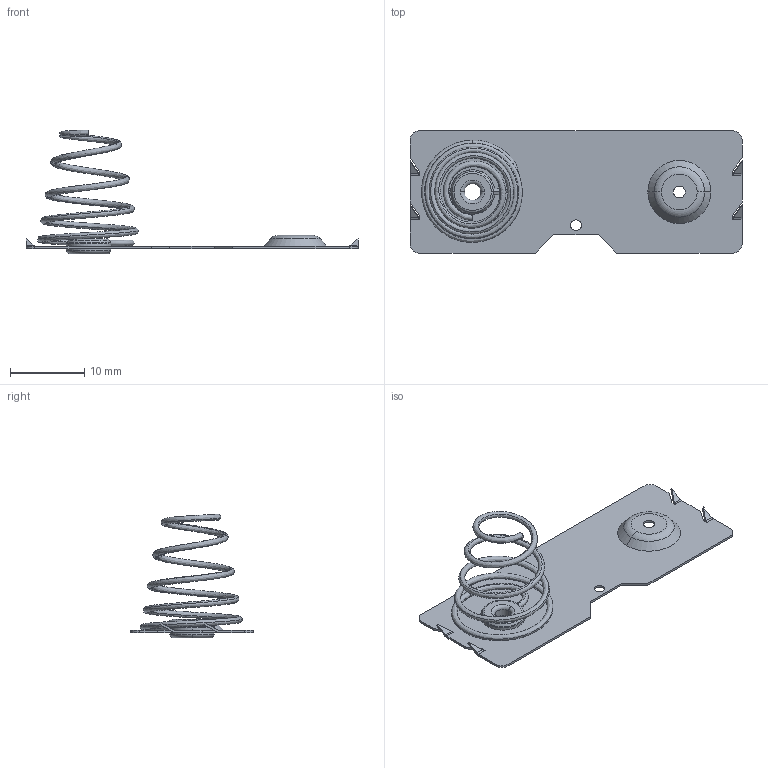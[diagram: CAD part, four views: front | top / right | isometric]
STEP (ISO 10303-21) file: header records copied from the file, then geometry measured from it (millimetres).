
FILE_DESCRIPTION (( 'STEP AP214' ), '1' );
FILE_NAME ('SN-T8-3.STEP', '2020-02-07T10:08:59', ( '' ), ( '' ), 'SwSTEP 2.0', 'SolidWorks 2017', '' );
FILE_SCHEMA (( 'AUTOMOTIVE_DESIGN' ));
Length unit declared in the file: millimetre
Products named in the file (1): SN-T8-3
Bounding box: 44.86 x 16.51 x 16.7 mm (x, y, z)
Volume: 336.7 mm3; surface area: 1934.4 mm2
Topology: 1 solids, 1 shells, 92 faces, 227 edges, 141 vertices
Faces by surface type: plane 47, cylinder 22, torus 13, cone 6, bspline 4
Entity records: 5327 total; most frequent: CARTESIAN_POINT 3069, DIRECTION 481, ORIENTED_EDGE 454, EDGE_CURVE 227, AXIS2_PLACEMENT_3D 175, VERTEX_POINT 141, VECTOR 131, LINE 131
